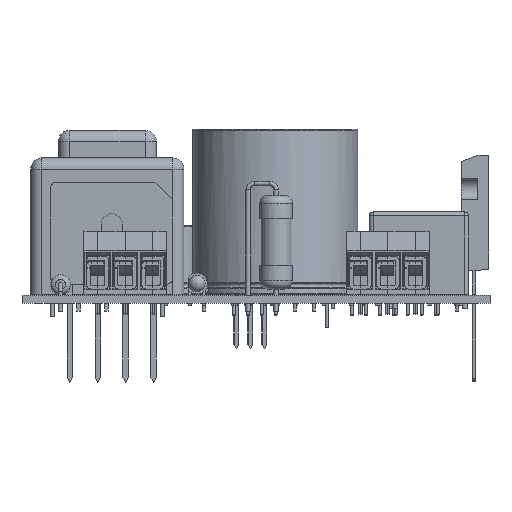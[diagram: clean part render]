
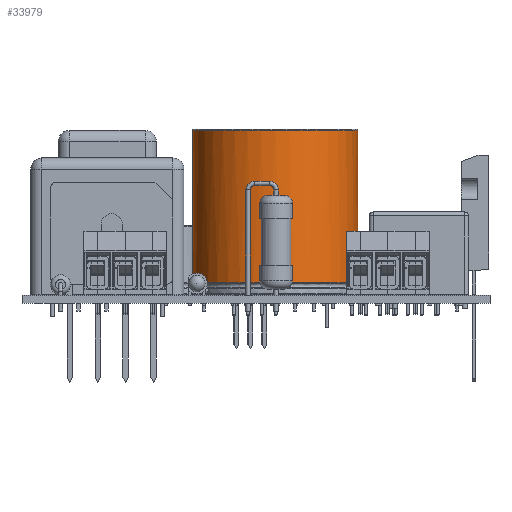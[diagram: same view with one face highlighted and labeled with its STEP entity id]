
A CAD part, front view. The second image highlights one B-rep face of the part: STEP entity #33979.
In plain terms, the highlighted cylindrical face has radius 15 mm (diameter 30 mm), a partial arc.
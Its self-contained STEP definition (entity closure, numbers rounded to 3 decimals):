
#33590 = VERTEX_POINT('',#33591);
#33591 = CARTESIAN_POINT('',(18.858,-5.74,
    2.135));
#33604 = EDGE_CURVE('',#33590,#33605,#33607,.T.);
#33605 = VERTEX_POINT('',#33606);
#33606 = CARTESIAN_POINT('',(18.858,5.74,
    2.135));
#33607 = B_SPLINE_CURVE_WITH_KNOTS('',13,(#33608,#33609,#33610,#33611,
    #33612,#33613,#33614,#33615,#33616,#33617,#33618,#33619,#33620,
    #33621,#33622,#33623,#33624,#33625,#33626,#33627,#33628,#33629,
    #33630,#33631,#33632,#33633,#33634,#33635,#33636,#33637,#33638,
    #33639,#33640,#33641,#33642,#33643,#33644,#33645),.UNSPECIFIED.,.F.,
  .F.,(14,12,12,14),(-3.514,0.,82.467,
    85.981),.UNSPECIFIED.);
#33608 = CARTESIAN_POINT('',(20.203,-2.494,
    2.135));
#33609 = CARTESIAN_POINT('',(20.099,-2.745,
    2.135));
#33610 = CARTESIAN_POINT('',(19.995,-2.997,
    2.135));
#33611 = CARTESIAN_POINT('',(19.891,-3.247,
    2.135));
#33612 = CARTESIAN_POINT('',(19.787,-3.498,
    2.135));
#33613 = CARTESIAN_POINT('',(19.683,-3.748,
    2.135));
#33614 = CARTESIAN_POINT('',(19.58,-3.998,
    2.135));
#33615 = CARTESIAN_POINT('',(19.476,-4.248,
    2.135));
#33616 = CARTESIAN_POINT('',(19.373,-4.497,2.135
    ));
#33617 = CARTESIAN_POINT('',(19.27,-4.747,
    2.135));
#33618 = CARTESIAN_POINT('',(19.167,-4.995,
    2.135));
#33619 = CARTESIAN_POINT('',(19.064,-5.244,
    2.135));
#33620 = CARTESIAN_POINT('',(18.961,-5.492,
    2.135));
#33621 = CARTESIAN_POINT('',(16.447,-11.56,
    2.135));
#33622 = CARTESIAN_POINT('',(11.354,-16.367,
    2.135));
#33623 = CARTESIAN_POINT('',(4.044,-18.693,
    2.135));
#33624 = CARTESIAN_POINT('',(-4.079,-17.394,
    2.135));
#33625 = CARTESIAN_POINT('',(-10.934,-12.415,
    2.135));
#33626 = CARTESIAN_POINT('',(-15.295,-4.727,
    2.135));
#33627 = CARTESIAN_POINT('',(-15.295,4.727,
    2.135));
#33628 = CARTESIAN_POINT('',(-10.934,12.415,
    2.135));
#33629 = CARTESIAN_POINT('',(-4.079,17.394,
    2.135));
#33630 = CARTESIAN_POINT('',(4.044,18.693,
    2.135));
#33631 = CARTESIAN_POINT('',(11.354,16.367,
    2.135));
#33632 = CARTESIAN_POINT('',(16.447,11.56,
    2.135));
#33633 = CARTESIAN_POINT('',(18.961,5.492,
    2.135));
#33634 = CARTESIAN_POINT('',(19.064,5.244,
    2.135));
#33635 = CARTESIAN_POINT('',(19.167,4.995,
    2.135));
#33636 = CARTESIAN_POINT('',(19.27,4.747,
    2.135));
#33637 = CARTESIAN_POINT('',(19.373,4.497,
    2.135));
#33638 = CARTESIAN_POINT('',(19.476,4.248,
    2.135));
#33639 = CARTESIAN_POINT('',(19.58,3.998,
    2.135));
#33640 = CARTESIAN_POINT('',(19.683,3.748,
    2.135));
#33641 = CARTESIAN_POINT('',(19.787,3.498,
    2.135));
#33642 = CARTESIAN_POINT('',(19.891,3.247,
    2.135));
#33643 = CARTESIAN_POINT('',(19.995,2.997,
    2.135));
#33644 = CARTESIAN_POINT('',(20.099,2.745,
    2.135));
#33645 = CARTESIAN_POINT('',(20.203,2.494,
    2.135));
#33979 = ADVANCED_FACE('',(#33980),#34006,.T.);
#33980 = FACE_BOUND('',#33981,.T.);
#33981 = EDGE_LOOP('',(#33982,#33993,#33999,#34000));
#33982 = ORIENTED_EDGE('',*,*,#33983,.T.);
#33983 = EDGE_CURVE('',#33984,#33986,#33988,.T.);
#33984 = VERTEX_POINT('',#33985);
#33985 = CARTESIAN_POINT('',(18.858,-5.74,29.8));
#33986 = VERTEX_POINT('',#33987);
#33987 = CARTESIAN_POINT('',(18.858,5.74,29.8));
#33988 = CIRCLE('',#33989,15.);
#33989 = AXIS2_PLACEMENT_3D('',#33990,#33991,#33992);
#33990 = CARTESIAN_POINT('',(5.,0.,29.8));
#33991 = DIRECTION('',(0.,-0.,-1.));
#33992 = DIRECTION('',(0.924,-0.383,0.));
#33993 = ORIENTED_EDGE('',*,*,#33994,.F.);
#33994 = EDGE_CURVE('',#33605,#33986,#33995,.T.);
#33995 = LINE('',#33996,#33997);
#33996 = CARTESIAN_POINT('',(18.858,5.74,2.));
#33997 = VECTOR('',#33998,1.);
#33998 = DIRECTION('',(0.,0.,1.));
#33999 = ORIENTED_EDGE('',*,*,#33604,.F.);
#34000 = ORIENTED_EDGE('',*,*,#34001,.T.);
#34001 = EDGE_CURVE('',#33590,#33984,#34002,.T.);
#34002 = LINE('',#34003,#34004);
#34003 = CARTESIAN_POINT('',(18.858,-5.74,2.));
#34004 = VECTOR('',#34005,1.);
#34005 = DIRECTION('',(0.,0.,1.));
#34006 = CYLINDRICAL_SURFACE('',#34007,15.);
#34007 = AXIS2_PLACEMENT_3D('',#34008,#34009,#34010);
#34008 = CARTESIAN_POINT('',(5.,0.,2.));
#34009 = DIRECTION('',(0.,0.,1.));
#34010 = DIRECTION('',(0.924,-0.383,0.));
